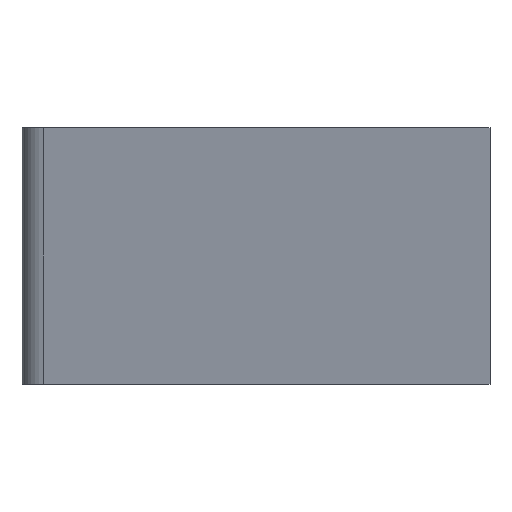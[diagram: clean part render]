
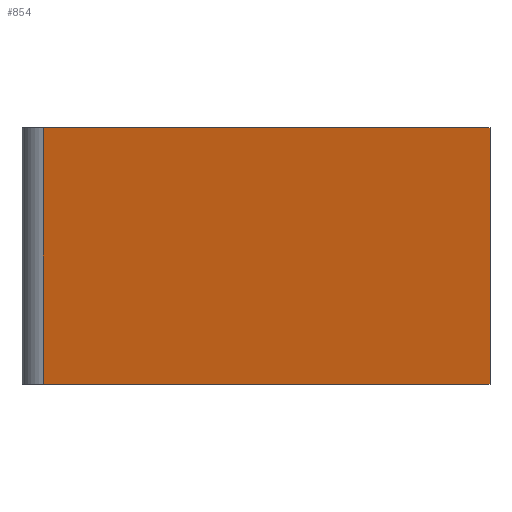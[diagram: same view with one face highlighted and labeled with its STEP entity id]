
A CAD part, front view. The second image highlights one B-rep face of the part: STEP entity #854.
In plain terms, the highlighted planar face has unit normal (-0.259, -0.966, 0).
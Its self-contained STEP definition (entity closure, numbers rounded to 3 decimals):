
#74=PLANE('',#963);
#122=FACE_OUTER_BOUND('',#199,.T.);
#199=EDGE_LOOP('',(#764,#765,#766,#767));
#255=LINE('',#1457,#320);
#265=LINE('',#1480,#330);
#266=LINE('',#1483,#331);
#267=LINE('',#1484,#332);
#320=VECTOR('',#1192,10.);
#330=VECTOR('',#1212,10.);
#331=VECTOR('',#1217,10.);
#332=VECTOR('',#1218,10.);
#435=VERTEX_POINT('',#1450);
#438=VERTEX_POINT('',#1455);
#445=VERTEX_POINT('',#1477);
#446=VERTEX_POINT('',#1479);
#545=EDGE_CURVE('',#435,#438,#255,.T.);
#556=EDGE_CURVE('',#445,#446,#265,.T.);
#558=EDGE_CURVE('',#435,#445,#266,.T.);
#559=EDGE_CURVE('',#438,#446,#267,.T.);
#764=ORIENTED_EDGE('',*,*,#558,.F.);
#765=ORIENTED_EDGE('',*,*,#545,.T.);
#766=ORIENTED_EDGE('',*,*,#559,.T.);
#767=ORIENTED_EDGE('',*,*,#556,.F.);
#854=ADVANCED_FACE('',(#122),#74,.F.);
#963=AXIS2_PLACEMENT_3D('',#1482,#1215,#1216);
#1192=DIRECTION('',(0.,0.,1.));
#1212=DIRECTION('',(0.,0.,1.));
#1215=DIRECTION('center_axis',(0.259,0.966,0.));
#1216=DIRECTION('ref_axis',(-0.966,0.259,0.));
#1217=DIRECTION('',(-0.966,0.259,0.));
#1218=DIRECTION('',(-0.966,0.259,0.));
#1450=CARTESIAN_POINT('',(-50.,0.,0.));
#1455=CARTESIAN_POINT('',(-50.,0.,45.));
#1457=CARTESIAN_POINT('',(-50.,0.,0.));
#1477=CARTESIAN_POINT('',(-128.294,20.979,0.));
#1479=CARTESIAN_POINT('',(-128.294,20.979,45.));
#1480=CARTESIAN_POINT('',(-128.294,20.979,0.));
#1482=CARTESIAN_POINT('Origin',(-50.,0.,0.));
#1483=CARTESIAN_POINT('',(-50.,0.,0.));
#1484=CARTESIAN_POINT('',(-50.,0.,45.));
